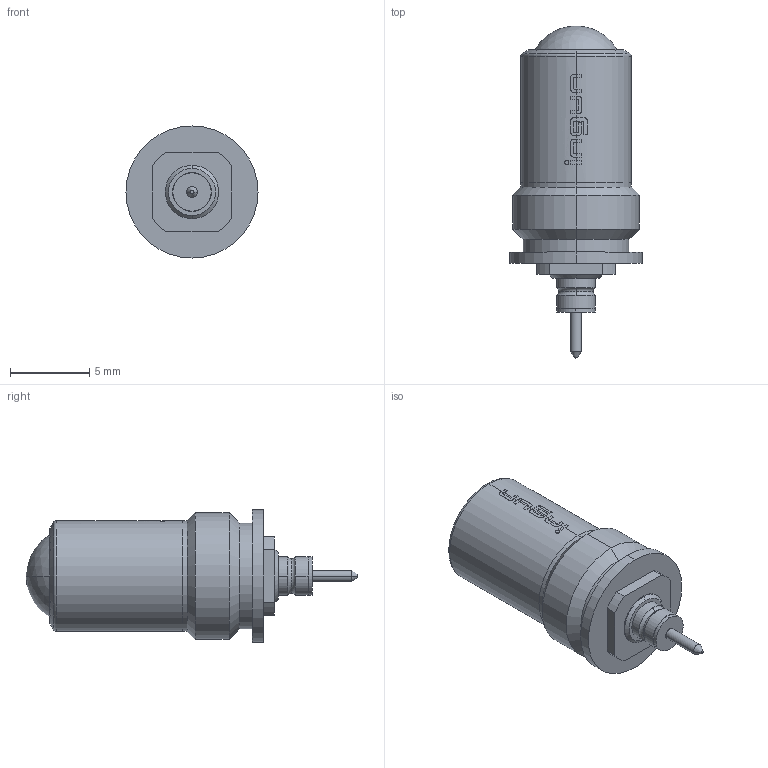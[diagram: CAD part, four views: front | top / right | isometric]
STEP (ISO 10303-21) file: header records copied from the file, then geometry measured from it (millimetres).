
FILE_DESCRIPTION (( 'STEP AP203' ), '1' );
FILE_NAME ('INGUN_SKS-559_405_600_U_xx01_M.STEP', '2022-02-17T08:09:29', ( 'ochi' ), ( '' ), 'SwSTEP 2.0', 'SolidWorks 2018', '' );
FILE_SCHEMA (( 'CONFIG_CONTROL_DESIGN' ));
Length unit declared in the file: millimetre
Products named in the file (1): INGUN_SKS-559_405_600_U_xx01_M
Bounding box: 8.35 x 21 x 8.35 mm (x, y, z)
Volume: 604.7 mm3; surface area: 469.9 mm2
Topology: 1 solids, 1 shells, 139 faces, 364 edges, 235 vertices
Faces by surface type: plane 52, cylinder 43, bspline 22, cone 12, torus 8, sphere 2
Entity records: 4733 total; most frequent: CARTESIAN_POINT 1327, ORIENTED_EDGE 728, DIRECTION 666, EDGE_CURVE 364, AXIS2_PLACEMENT_3D 270, VERTEX_POINT 235, CIRCLE 152, EDGE_LOOP 147
